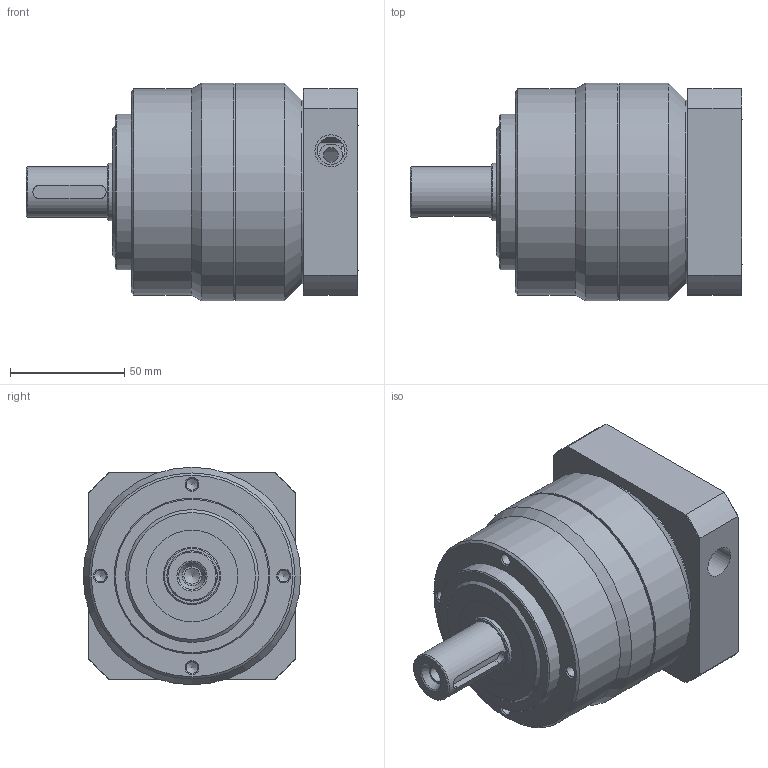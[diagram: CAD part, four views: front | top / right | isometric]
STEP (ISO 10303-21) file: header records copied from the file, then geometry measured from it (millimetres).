
FILE_DESCRIPTION(/* description */ (''),/* implementation_level */ '2;1');
FILE_NAME(/* name */ 'TCE090-L1-19-70-90-M5-45-4.stp',/* time_stamp */ '2020-11-03T08:53:27+08:00',/* author */ (''),/* organization */ (''),/* preprocessor_version */ 'ST-DEVELOPER v16',/* originating_system */ 'SIEMENS PLM Software NX 10.0',/* authorisation */ '');
FILE_SCHEMA (('CONFIG_CONTROL_DESIGN'));
Length unit declared in the file: millimetre
Products named in the file (1): _model236
Bounding box: 145 x 95 x 95 mm (x, y, z)
Volume: 683296.9 mm3; surface area: 87794.7 mm2
Topology: 3 solids, 4 shells, 118 faces, 272 edges, 181 vertices
Faces by surface type: plane 41, cylinder 39, cone 36, torus 2
Full cylindrical faces by diameter (mm): 4.2 x4, 5.1 x4, 6 x2, 6.5 x2, 7 x1, 12 x1, 14 x1, 19 x1, 22 x1, 25 x2, 30 x1, 40 x2, 55 x2, 58 x1, 68 x1, 70 x1, 80 x1, 90 x1, 95 x2
Entity records: 3068 total; most frequent: CARTESIAN_POINT 688, DIRECTION 496, ORIENTED_EDGE 358, AXIS2_PLACEMENT_3D 228, EDGE_LOOP 204, EDGE_CURVE 179, FACE_BOUND 171, VERTEX_POINT 152
